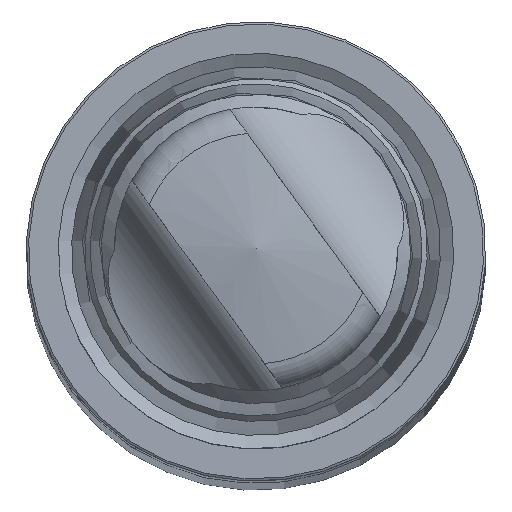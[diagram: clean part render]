
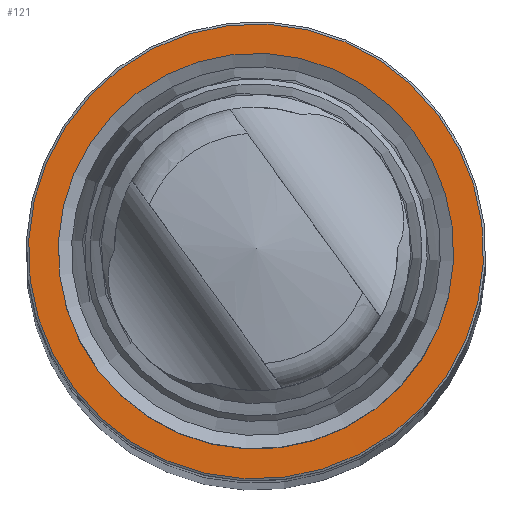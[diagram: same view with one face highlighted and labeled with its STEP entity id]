
A CAD part, top view. The second image highlights one B-rep face of the part: STEP entity #121.
In plain terms, the highlighted conical face has half-angle 89.9 degrees and reference radius 14.999 mm.
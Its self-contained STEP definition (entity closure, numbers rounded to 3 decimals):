
#74=CONICAL_SURFACE('',#421,14.999,89.9);
#100=FACE_BOUND('',#169,.T.);
#101=FACE_BOUND('',#170,.T.);
#121=ADVANCED_FACE('',(#100,#101),#74,.F.);
#169=EDGE_LOOP('',(#227));
#170=EDGE_LOOP('',(#228));
#227=ORIENTED_EDGE('',*,*,#316,.F.);
#228=ORIENTED_EDGE('',*,*,#317,.F.);
#281=VERTEX_POINT('',#721);
#282=VERTEX_POINT('',#724);
#316=EDGE_CURVE('',#281,#281,#337,.T.);
#317=EDGE_CURVE('',#282,#282,#338,.T.);
#337=CIRCLE('',#418,12.913);
#338=CIRCLE('',#420,14.856);
#418=AXIS2_PLACEMENT_3D('',#720,#506,#507);
#420=AXIS2_PLACEMENT_3D('',#723,#510,#511);
#421=AXIS2_PLACEMENT_3D('',#725,#512,#513);
#506=DIRECTION('',(0.,0.,1.));
#507=DIRECTION('',(-0.454,0.891,0.));
#510=DIRECTION('',(0.,0.,-1.));
#511=DIRECTION('',(0.454,-0.891,0.));
#512=DIRECTION('',(0.,0.,1.));
#513=DIRECTION('',(-0.454,0.891,0.));
#720=CARTESIAN_POINT('',(0.,0.,-18.5));
#721=CARTESIAN_POINT('',(-5.858,11.507,-18.5));
#723=CARTESIAN_POINT('',(0.,0.,-18.497));
#724=CARTESIAN_POINT('',(6.739,-13.24,-18.497));
#725=CARTESIAN_POINT('',(0.,0.,-18.496));
